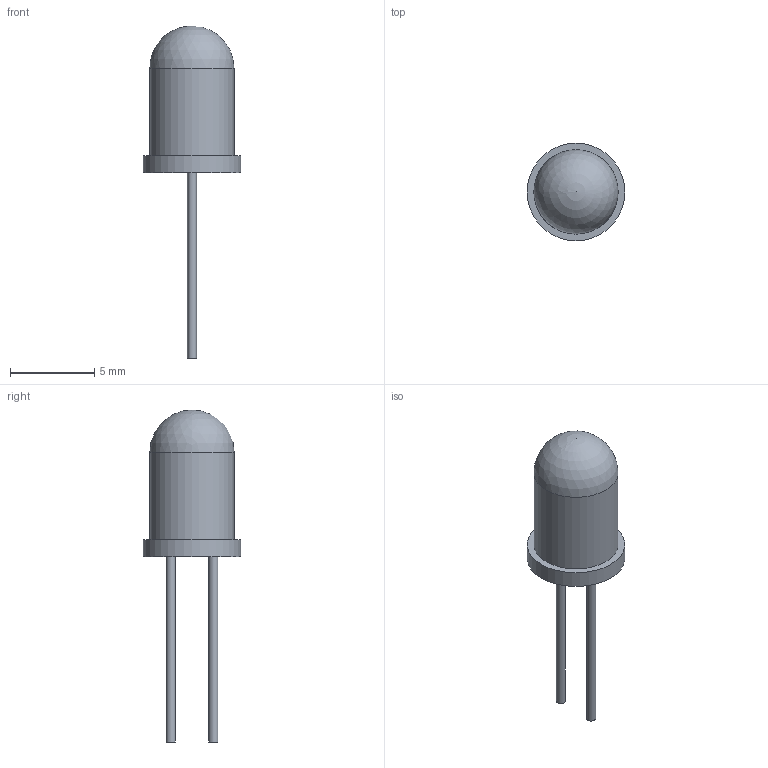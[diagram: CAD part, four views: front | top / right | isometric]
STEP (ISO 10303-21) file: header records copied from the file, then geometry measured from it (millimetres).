
FILE_DESCRIPTION(/* description */ (''),/* implementation_level */ '2;1');
FILE_NAME(/* name */ 'LED_5MM_GREEN_9.stp',/* time_stamp */ '2021-05-05T12:04:08-03:00',/* author */ ('laguerre'),/* organization */ (''),/* preprocessor_version */ 'ST-DEVELOPER v17',/* originating_system */ 'Autodesk Inventor 2018',/* authorisation */ '');
FILE_SCHEMA (('AUTOMOTIVE_DESIGN { 1 0 10303 214 3 1 1 }'));
Length unit declared in the file: millimetre
Products named in the file (1): LED_5MM_GREEN_9
Bounding box: 5.8 x 5.8 x 19.7 mm (x, y, z)
Volume: 166.3 mm3; surface area: 209.7 mm2
Topology: 1 solids, 1 shells, 9 faces, 19 edges, 14 vertices
Faces by surface type: cylinder 4, plane 4, sphere 1
Full cylindrical faces by diameter (mm): 0.54 x2, 5 x1, 5.8 x1
Entity records: 316 total; most frequent: DIRECTION 52, CARTESIAN_POINT 42, ORIENTED_EDGE 36, AXIS2_PLACEMENT_3D 24, EDGE_CURVE 18, CIRCLE 14, VERTEX_POINT 14, EDGE_LOOP 12
